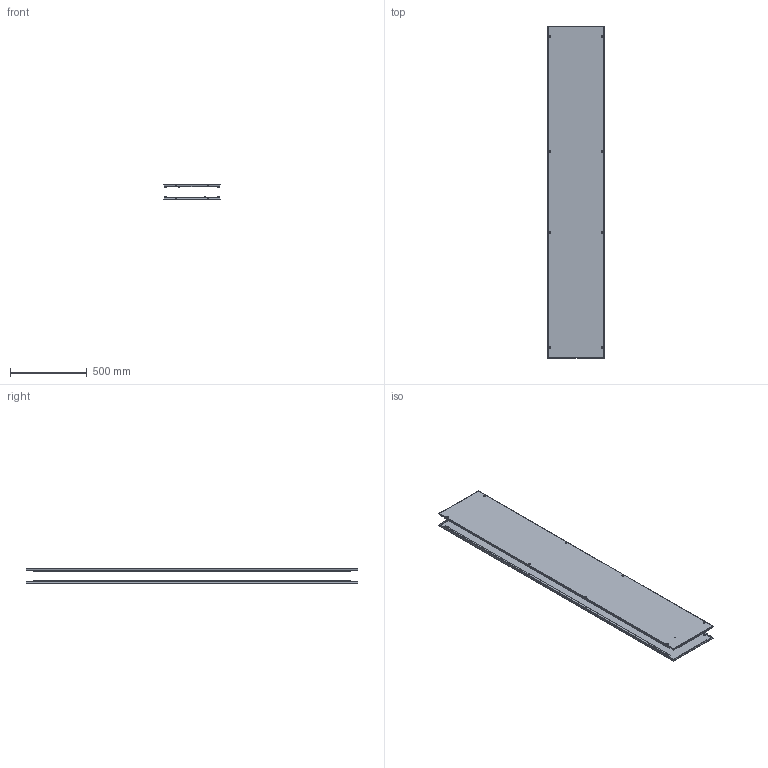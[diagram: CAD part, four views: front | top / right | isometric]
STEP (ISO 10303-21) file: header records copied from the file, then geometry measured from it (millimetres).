
FILE_DESCRIPTION(('STEP AP242'),'1');
FILE_NAME('nsy2sp224.stp','2021-09-25T23:56:34',('TraceParts'),('TraceParts S.A.'),'Spatial InterOp 3D',' ',' ');
FILE_SCHEMA(('AP242_MANAGED_MODEL_BASED_3D_ENGINEERING_MIM_LF {1 0 10303 442 1 1 4}'));
Length unit declared in the file: millimetre
Products named in the file (1): nsy2sp224_1
Bounding box: 366.45 x 2166.44 x 100 mm (x, y, z)
Volume: 2849699.3 mm3; surface area: 3691607.1 mm2
Topology: 2 solids, 2 shells, 248 faces, 744 edges, 496 vertices
Faces by surface type: plane 128, cylinder 120
Entity records: 9135 total; most frequent: CARTESIAN_POINT 2034, ORIENTED_EDGE 1488, DIRECTION 1484, EDGE_CURVE 744, AXIS2_PLACEMENT_3D 506, VERTEX_POINT 496, LINE 472, VECTOR 472
